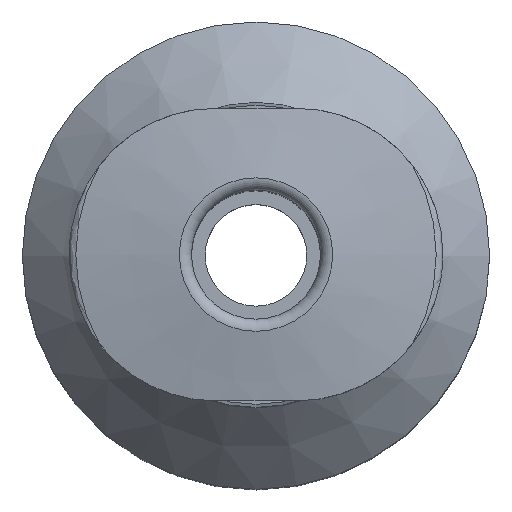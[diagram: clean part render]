
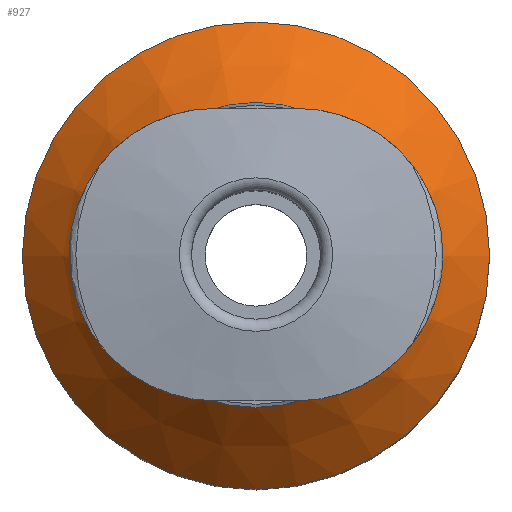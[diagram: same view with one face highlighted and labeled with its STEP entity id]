
A CAD part, top view. The second image highlights one B-rep face of the part: STEP entity #927.
In plain terms, the highlighted conical face has half-angle 45 degrees and reference radius 3.75 mm.
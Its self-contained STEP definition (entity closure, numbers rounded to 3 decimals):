
#156=ORIENTED_EDGE('',*,*,#286,.F.);
#157=ORIENTED_EDGE('',*,*,#283,.T.);
#283=EDGE_CURVE('',#350,#350,#399,.T.);
#286=EDGE_CURVE('',#351,#351,#400,.T.);
#350=VERTEX_POINT('',#1343);
#351=VERTEX_POINT('',#1348);
#399=CIRCLE('',#996,3.75);
#400=CIRCLE('',#998,5.75);
#448=EDGE_LOOP('',(#156));
#449=EDGE_LOOP('',(#157));
#526=FACE_BOUND('',#448,.T.);
#527=FACE_BOUND('',#449,.T.);
#583=CONICAL_SURFACE('',#997,3.75,0.785);
#927=ADVANCED_FACE('',(#526,#527),#583,.T.);
#996=AXIS2_PLACEMENT_3D('',#1342,#1126,#1127);
#997=AXIS2_PLACEMENT_3D('',#1346,#1130,#1131);
#998=AXIS2_PLACEMENT_3D('',#1347,#1132,#1133);
#1126=DIRECTION('',(0.,0.,-1.));
#1127=DIRECTION('',(-1.,0.,0.));
#1130=DIRECTION('',(0.,0.,-1.));
#1131=DIRECTION('',(-1.,0.,0.));
#1132=DIRECTION('',(0.,0.,-1.));
#1133=DIRECTION('',(-1.,0.,0.));
#1342=CARTESIAN_POINT('',(0.,0.,1.05));
#1343=CARTESIAN_POINT('',(-3.75,0.,1.05));
#1346=CARTESIAN_POINT('',(0.,0.,1.05));
#1347=CARTESIAN_POINT('',(0.,0.,-0.95));
#1348=CARTESIAN_POINT('',(-5.75,0.,-0.95));
